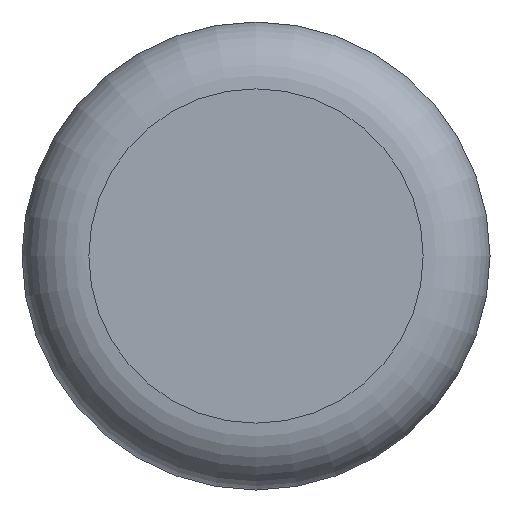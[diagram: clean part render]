
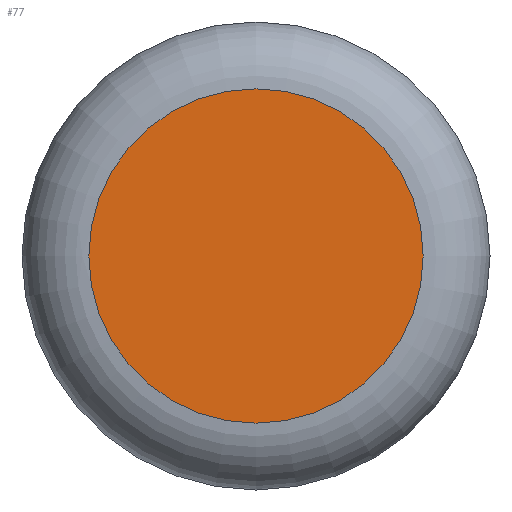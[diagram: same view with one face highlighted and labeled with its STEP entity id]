
A CAD part, front view. The second image highlights one B-rep face of the part: STEP entity #77.
In plain terms, the highlighted planar face has unit normal (0, -1, 0).
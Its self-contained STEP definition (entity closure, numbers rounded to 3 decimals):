
#15=PLANE('',#90);
#27=FACE_OUTER_BOUND('',#37,.T.);
#37=EDGE_LOOP('',(#62));
#42=CIRCLE('',#89,5.);
#47=VERTEX_POINT('',#129);
#52=EDGE_CURVE('',#47,#47,#42,.T.);
#62=ORIENTED_EDGE('',*,*,#52,.F.);
#77=ADVANCED_FACE('',(#27),#15,.F.);
#89=AXIS2_PLACEMENT_3D('',#130,#111,#112);
#90=AXIS2_PLACEMENT_3D('',#131,#113,#114);
#111=DIRECTION('center_axis',(0.,1.,0.));
#112=DIRECTION('ref_axis',(1.,0.,0.));
#113=DIRECTION('center_axis',(0.,1.,0.));
#114=DIRECTION('ref_axis',(0.,0.,1.));
#129=CARTESIAN_POINT('',(-5.,0.,0.));
#130=CARTESIAN_POINT('Origin',(0.,0.,0.));
#131=CARTESIAN_POINT('Origin',(0.,0.,0.));
